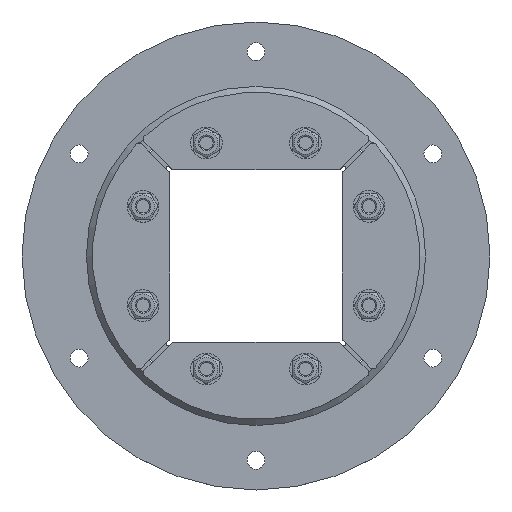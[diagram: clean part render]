
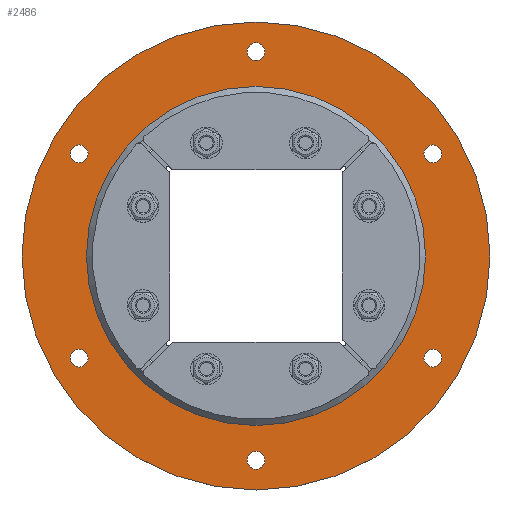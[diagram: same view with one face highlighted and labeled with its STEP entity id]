
A CAD part, top view. The second image highlights one B-rep face of the part: STEP entity #2486.
In plain terms, the highlighted planar face has unit normal (0, 0, 1).
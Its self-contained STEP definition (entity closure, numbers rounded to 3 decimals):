
#2378=CARTESIAN_POINT('',(85.5,0.,-6.));
#2379=VERTEX_POINT('',#2378);
#2380=CARTESIAN_POINT('',(0.0,0.0,-6.));
#2381=DIRECTION('',(0.0,0.0,1.0));
#2382=DIRECTION('',(-1.0,0.0,0.0));
#2383=AXIS2_PLACEMENT_3D('',#2380,#2381,#2382);
#2384=CIRCLE('',#2383,85.5);
#2385=EDGE_CURVE('',#2379,#2379,#2384,.T.);
#2401=CARTESIAN_POINT('',(0.,0.,-6.));
#2402=DIRECTION('',(0.0,0.0,1.0));
#2403=DIRECTION('',(1.0,0.0,0.0));
#2404=AXIS2_PLACEMENT_3D('',#2401,#2402,#2403);
#2405=PLANE('',#2404);
#2406=CARTESIAN_POINT('',(118.0,0.,-6.));
#2407=VERTEX_POINT('',#2406);
#2408=CARTESIAN_POINT('',(0.0,0.0,-6.));
#2409=DIRECTION('',(0.0,0.0,1.0));
#2410=DIRECTION('',(-1.0,0.0,0.0));
#2411=AXIS2_PLACEMENT_3D('',#2408,#2409,#2410);
#2412=CIRCLE('',#2411,118.0);
#2413=EDGE_CURVE('',#2407,#2407,#2412,.T.);
#2414=ORIENTED_EDGE('',*,*,#2413,.T.);
#2415=EDGE_LOOP('',(#2414));
#2416=FACE_OUTER_BOUND('',#2415,.T.);
#2417=CARTESIAN_POINT('',(4.5,103.0,-6.));
#2418=VERTEX_POINT('',#2417);
#2419=CARTESIAN_POINT('',(0.0,103.0,-6.));
#2420=DIRECTION('',(0.0,0.0,-1.0));
#2421=DIRECTION('',(1.0,0.0,0.0));
#2422=AXIS2_PLACEMENT_3D('',#2419,#2420,#2421);
#2423=CIRCLE('',#2422,4.5);
#2424=EDGE_CURVE('',#2418,#2418,#2423,.T.);
#2425=ORIENTED_EDGE('',*,*,#2424,.T.);
#2426=EDGE_LOOP('',(#2425));
#2427=FACE_BOUND('',#2426,.T.);
#2428=CARTESIAN_POINT('',(-86.951,55.397,-6.));
#2429=VERTEX_POINT('',#2428);
#2430=CARTESIAN_POINT('',(-89.201,51.5,-6.));
#2431=DIRECTION('',(0.0,0.0,-1.0));
#2432=DIRECTION('',(0.5,0.866,0.0));
#2433=AXIS2_PLACEMENT_3D('',#2430,#2431,#2432);
#2434=CIRCLE('',#2433,4.5);
#2435=EDGE_CURVE('',#2429,#2429,#2434,.T.);
#2436=ORIENTED_EDGE('',*,*,#2435,.T.);
#2437=EDGE_LOOP('',(#2436));
#2438=FACE_BOUND('',#2437,.T.);
#2439=CARTESIAN_POINT('',(-91.451,-47.603,-6.));
#2440=VERTEX_POINT('',#2439);
#2441=CARTESIAN_POINT('',(-89.201,-51.5,-6.));
#2442=DIRECTION('',(0.0,0.0,-1.0));
#2443=DIRECTION('',(-0.5,0.866,0.0));
#2444=AXIS2_PLACEMENT_3D('',#2441,#2442,#2443);
#2445=CIRCLE('',#2444,4.5);
#2446=EDGE_CURVE('',#2440,#2440,#2445,.T.);
#2447=ORIENTED_EDGE('',*,*,#2446,.T.);
#2448=EDGE_LOOP('',(#2447));
#2449=FACE_BOUND('',#2448,.T.);
#2450=CARTESIAN_POINT('',(-4.5,-103.0,-6.));
#2451=VERTEX_POINT('',#2450);
#2452=CARTESIAN_POINT('',(0.,-103.0,-6.));
#2453=DIRECTION('',(0.0,0.0,-1.0));
#2454=DIRECTION('',(-1.0,0.0,0.0));
#2455=AXIS2_PLACEMENT_3D('',#2452,#2453,#2454);
#2456=CIRCLE('',#2455,4.5);
#2457=EDGE_CURVE('',#2451,#2451,#2456,.T.);
#2458=ORIENTED_EDGE('',*,*,#2457,.T.);
#2459=EDGE_LOOP('',(#2458));
#2460=FACE_BOUND('',#2459,.T.);
#2461=CARTESIAN_POINT('',(86.951,-55.397,-6.));
#2462=VERTEX_POINT('',#2461);
#2463=CARTESIAN_POINT('',(89.201,-51.5,-6.));
#2464=DIRECTION('',(0.0,0.0,-1.0));
#2465=DIRECTION('',(-0.5,-0.866,0.0));
#2466=AXIS2_PLACEMENT_3D('',#2463,#2464,#2465);
#2467=CIRCLE('',#2466,4.5);
#2468=EDGE_CURVE('',#2462,#2462,#2467,.T.);
#2469=ORIENTED_EDGE('',*,*,#2468,.T.);
#2470=EDGE_LOOP('',(#2469));
#2471=FACE_BOUND('',#2470,.T.);
#2472=CARTESIAN_POINT('',(91.451,47.603,-6.));
#2473=VERTEX_POINT('',#2472);
#2474=CARTESIAN_POINT('',(89.201,51.5,-6.));
#2475=DIRECTION('',(0.0,0.0,-1.0));
#2476=DIRECTION('',(0.5,-0.866,0.0));
#2477=AXIS2_PLACEMENT_3D('',#2474,#2475,#2476);
#2478=CIRCLE('',#2477,4.5);
#2479=EDGE_CURVE('',#2473,#2473,#2478,.T.);
#2480=ORIENTED_EDGE('',*,*,#2479,.T.);
#2481=EDGE_LOOP('',(#2480));
#2482=FACE_BOUND('',#2481,.T.);
#2483=ORIENTED_EDGE('',*,*,#2385,.F.);
#2484=EDGE_LOOP('',(#2483));
#2485=FACE_BOUND('',#2484,.T.);
#2486=ADVANCED_FACE('',(#2416,#2427,#2438,#2449,#2460,#2471,#2482,#2485),#2405,.T.);
